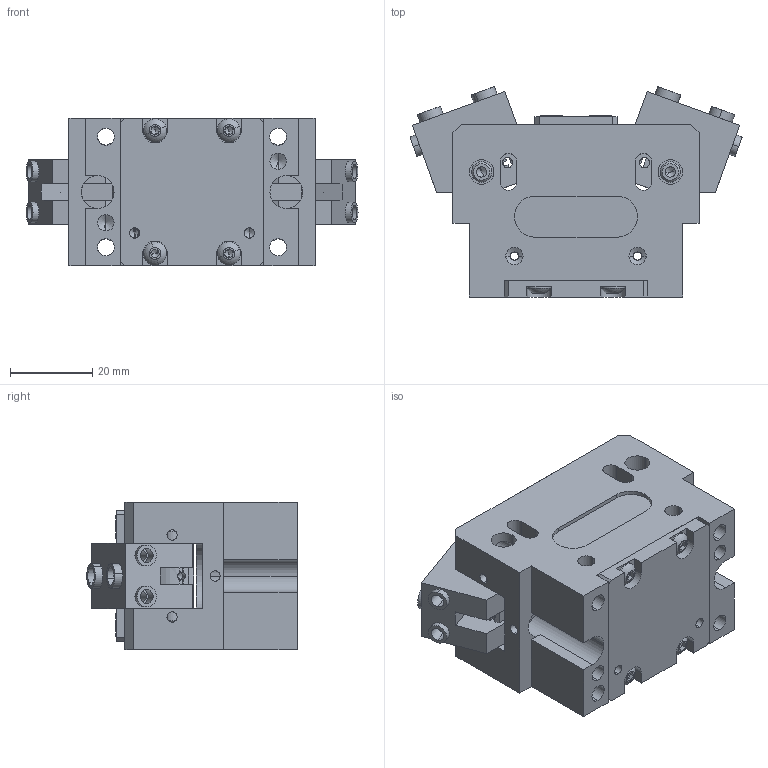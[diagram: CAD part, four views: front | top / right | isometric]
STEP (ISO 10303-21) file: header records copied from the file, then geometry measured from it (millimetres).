
FILE_DESCRIPTION (( 'STEP AP214' ), '1' );
FILE_NAME ('2AG 025.STEP', '2012-03-05T00:37:06', ( 'xw4600' ), ( '' ), 'SwSTEP 2.0', 'SolidWorks 2010', '' );
FILE_SCHEMA (( 'AUTOMOTIVE_DESIGN' ));
Length unit declared in the file: millimetre
Products named in the file (13): 2AG-025-04_Default; 2AG-025-06_Default; 2AG-025-12_Default; 2AG-025-10_Default; 2AG-025-10-1_Default; 2AG-025-08_Default; 2AG-025-07_Default; 2AG-025-13_Default; ISO 10642 - M3 x 8 --- 8N_PreviewCfg; ISO 7380 - M3 x 10 --- 10N_PreviewCfg; Parallel Pin_KS 1320 PP- 2.5 x 14; 2AG 025; 2AG-025-01_Default
Assembly tree (31 placements, depth 2):
  2AG 025
    2AG-025-10-1_Default  x4
    ISO 7380 - M3 x 10 --- 10N_PreviewCfg  x4
    2AG-025-06_Default  x2
    ISO 10642 - M3 x 8 --- 8N_PreviewCfg  x4
    Parallel Pin_KS 1320 PP- 2.5 x 14  x2
    2AG-025-12_Default  x2
    2AG-025-08_Default
    2AG-025-10_Default  x4
    2AG-025-13_Default  x4
    2AG-025-07_Default
    2AG-025-01_Default
    2AG-025-04_Default  x2
Bounding box: 80.95 x 51.3 x 36 mm (x, y, z)
Volume: 69271.3 mm3; surface area: 38981 mm2
Topology: 31 solids, 31 shells, 848 faces, 2097 edges, 1276 vertices
Faces by surface type: cylinder 351, plane 321, cone 152, torus 16, sphere 8
Entity records: 17806 total; most frequent: CARTESIAN_POINT 3585, DIRECTION 2842, ORIENTED_EDGE 2574, EDGE_CURVE 1287, AXIS2_PLACEMENT_3D 1072, VERTEX_POINT 817, LINE 698, VECTOR 698
